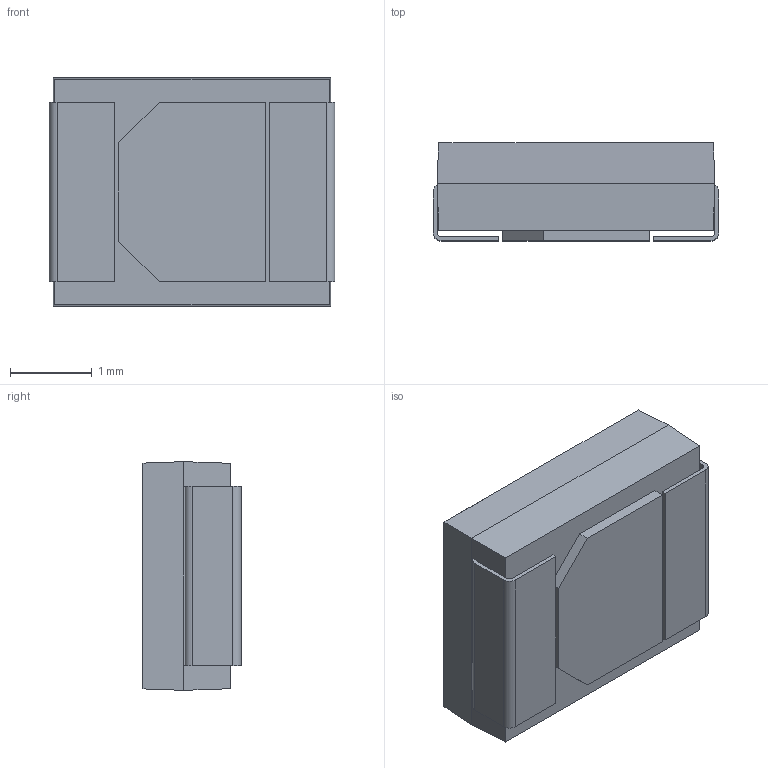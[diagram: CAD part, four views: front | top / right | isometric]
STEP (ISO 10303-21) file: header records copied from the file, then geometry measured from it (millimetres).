
FILE_DESCRIPTION(/* description */ (''),/* implementation_level */ '2;1');
FILE_NAME(/* name */ '',/* time_stamp */ '',/* author */ (''),/* organization */ (''),/* preprocessor_version */ '',/* originating_system */ '',/* authorisation */ '');
FILE_SCHEMA (('AUTOMOTIVE_DESIGN { 1 0 10303 214 3 1 1 }'));
Length unit declared in the file: millimetre
Products named in the file (3): KEMET T490T; KEMET T490T_Body; KEMET T490T_Leads
Assembly tree (2 placements, depth 2):
  KEMET T490T
    KEMET T490T_Body
    KEMET T490T_Leads
Bounding box: 3.5 x 1.2 x 2.8 mm (x, y, z)
Volume: 11 mm3; surface area: 52.4 mm2
Topology: 3 solids, 3 shells, 172 faces, 437 edges, 286 vertices
Faces by surface type: plane 131, bspline 33, cylinder 8
Entity records: 5733 total; most frequent: CARTESIAN_POINT 1715, ORIENTED_EDGE 866, DIRECTION 667, EDGE_CURVE 433, LINE 351, VECTOR 351, VERTEX_POINT 286, EDGE_LOOP 187
